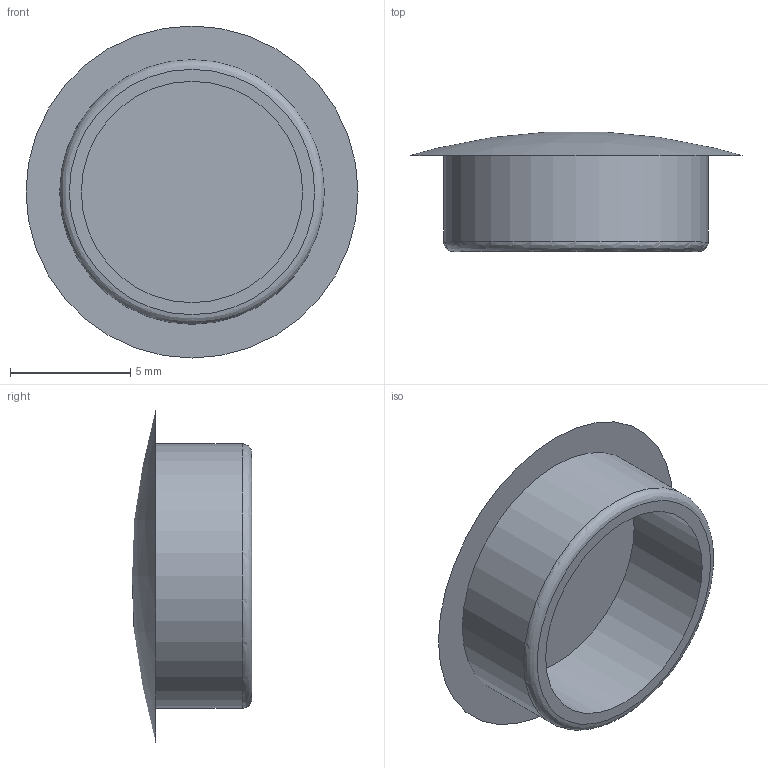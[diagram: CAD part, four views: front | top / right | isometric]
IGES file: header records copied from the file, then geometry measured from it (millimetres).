
Global section: file name: 220011.stp.ipt; native system: Autodesk Inventor 2014; preprocessor: unknown; author: zeman; date: 20151016.101523; units: millimetre
Bounding box: 13.8 x 4.97 x 13.8 mm (x, y, z)
Volume: 188.4 mm3; surface area: 550.1 mm2
Topology: 1 solids, 1 shells, 7 faces, 13 edges, 10 vertices
Faces by surface type: plane 3, revolution 2, cylinder 1, sphere 1
Full cylindrical faces by diameter (mm): 11 x1
